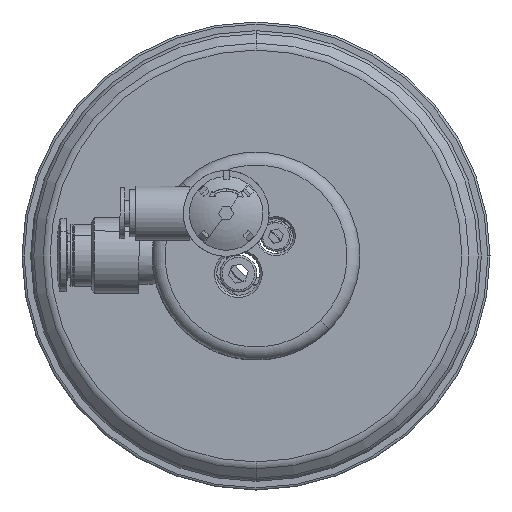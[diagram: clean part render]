
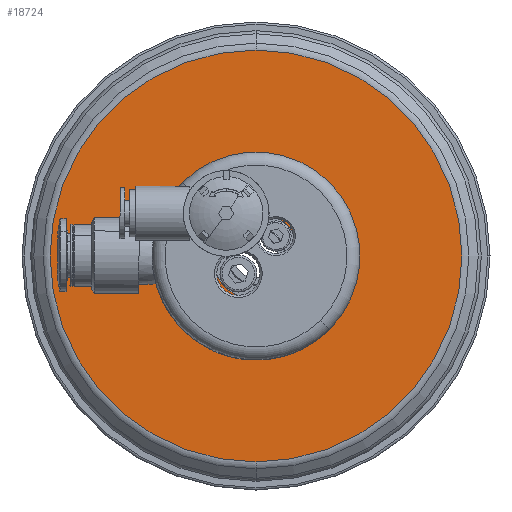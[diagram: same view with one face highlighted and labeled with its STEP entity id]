
A CAD part, front view. The second image highlights one B-rep face of the part: STEP entity #18724.
In plain terms, the highlighted planar face has unit normal (0, -1, 0).
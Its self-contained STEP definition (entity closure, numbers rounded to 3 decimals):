
#21 = CARTESIAN_POINT ( 'NONE',  ( 0., 0., 0. ) ) ;
#443 = ORIENTED_EDGE ( 'NONE', *, *, #7865, .T. ) ;
#571 = VERTEX_POINT ( 'NONE', #4164 ) ;
#780 = CARTESIAN_POINT ( 'NONE',  ( 0., 0., 10.1 ) ) ;
#1358 = CARTESIAN_POINT ( 'NONE',  ( 0., 0., 0. ) ) ;
#1464 = DIRECTION ( 'NONE',  ( 0., 0., 1. ) ) ;
#1730 = CARTESIAN_POINT ( 'NONE',  ( 0., 0., 0. ) ) ;
#1762 = AXIS2_PLACEMENT_3D ( 'NONE', #1358, #4410, #17216 ) ;
#1807 = CARTESIAN_POINT ( 'NONE',  ( 14.872, 0., -1.958 ) ) ;
#1902 = FACE_OUTER_BOUND ( 'NONE', #27529, .T. ) ;
#2067 = VERTEX_POINT ( 'NONE', #23783 ) ;
#2642 = AXIS2_PLACEMENT_3D ( 'NONE', #12900, #15785, #23183 ) ;
#2787 = CARTESIAN_POINT ( 'NONE',  ( 0., 0., -47.515 ) ) ;
#3268 = VERTEX_POINT ( 'NONE', #20418 ) ;
#3328 = CIRCLE ( 'NONE', #31271, 47.515 ) ;
#3414 = DIRECTION ( 'NONE',  ( 0., -1., 0. ) ) ;
#3988 = EDGE_CURVE ( 'NONE', #2067, #10584, #30096, .T. ) ;
#4015 = CIRCLE ( 'NONE', #22864, 11.4 ) ;
#4164 = CARTESIAN_POINT ( 'NONE',  ( 11.302, 0., -1.488 ) ) ;
#4410 = DIRECTION ( 'NONE',  ( 0., -1., 0. ) ) ;
#4470 = DIRECTION ( 'NONE',  ( 0., 0., 1. ) ) ;
#4675 = DIRECTION ( 'NONE',  ( 0., 1., 0. ) ) ;
#4688 = EDGE_LOOP ( 'NONE', ( #24173, #26815, #4736, #20672 ) ) ;
#4696 = VERTEX_POINT ( 'NONE', #2787 ) ;
#4736 = ORIENTED_EDGE ( 'NONE', *, *, #28070, .T. ) ;
#5299 = CIRCLE ( 'NONE', #7509, 10.1 ) ;
#6234 = CARTESIAN_POINT ( 'NONE',  ( 0., 0., 0. ) ) ;
#6478 = CIRCLE ( 'NONE', #2642, 3.6 ) ;
#6792 = DIRECTION ( 'NONE',  ( 0., 1., 0. ) ) ;
#6871 = ORIENTED_EDGE ( 'NONE', *, *, #25536, .T. ) ;
#7024 = DIRECTION ( 'NONE',  ( 0., 1., 0. ) ) ;
#7509 = AXIS2_PLACEMENT_3D ( 'NONE', #16591, #19637, #18965 ) ;
#7825 = EDGE_CURVE ( 'NONE', #7940, #30354, #23978, .T. ) ;
#7865 = EDGE_CURVE ( 'NONE', #10584, #28228, #14315, .T. ) ;
#7940 = VERTEX_POINT ( 'NONE', #20865 ) ;
#8454 = DIRECTION ( 'NONE',  ( 0., 0., 1. ) ) ;
#9267 = VERTEX_POINT ( 'NONE', #780 ) ;
#10257 = EDGE_LOOP ( 'NONE', ( #30114, #11049 ) ) ;
#10480 = ORIENTED_EDGE ( 'NONE', *, *, #3988, .T. ) ;
#10532 = AXIS2_PLACEMENT_3D ( 'NONE', #11292, #32126, #8454 ) ;
#10584 = VERTEX_POINT ( 'NONE', #24594 ) ;
#10640 = EDGE_CURVE ( 'NONE', #30354, #571, #16138, .T. ) ;
#10664 = AXIS2_PLACEMENT_3D ( 'NONE', #1730, #7024, #4470 ) ;
#10790 = AXIS2_PLACEMENT_3D ( 'NONE', #1807, #29605, #26779 ) ;
#11049 = ORIENTED_EDGE ( 'NONE', *, *, #22110, .T. ) ;
#11292 = CARTESIAN_POINT ( 'NONE',  ( 0., 0., 0. ) ) ;
#12304 = ORIENTED_EDGE ( 'NONE', *, *, #15646, .T. ) ;
#12503 = AXIS2_PLACEMENT_3D ( 'NONE', #12516, #23123, #19965 ) ;
#12516 = CARTESIAN_POINT ( 'NONE',  ( 0., 0., 0. ) ) ;
#12528 = CARTESIAN_POINT ( 'NONE',  ( -11.302, 0., 1.488 ) ) ;
#12900 = CARTESIAN_POINT ( 'NONE',  ( 14.872, 0., 1.958 ) ) ;
#12901 = EDGE_CURVE ( 'NONE', #4696, #20629, #3328, .T. ) ;
#13401 = DIRECTION ( 'NONE',  ( 0., -1., 0. ) ) ;
#14315 = CIRCLE ( 'NONE', #21315, 18.6 ) ;
#15158 = DIRECTION ( 'NONE',  ( 0., 0., 1. ) ) ;
#15480 = VERTEX_POINT ( 'NONE', #12528 ) ;
#15604 = DIRECTION ( 'NONE',  ( 0., 0., 1. ) ) ;
#15646 = EDGE_CURVE ( 'NONE', #15480, #2067, #26537, .T. ) ;
#15785 = DIRECTION ( 'NONE',  ( 0., 1., 0. ) ) ;
#16138 = CIRCLE ( 'NONE', #10790, 3.6 ) ;
#16591 = CARTESIAN_POINT ( 'NONE',  ( 0., 0., 0. ) ) ;
#16610 = AXIS2_PLACEMENT_3D ( 'NONE', #21, #13401, #15604 ) ;
#17066 = DIRECTION ( 'NONE',  ( 0., 0., 1. ) ) ;
#17216 = DIRECTION ( 'NONE',  ( 0., 0., 1. ) ) ;
#17488 = DIRECTION ( 'NONE',  ( 0., 0., 1. ) ) ;
#18271 = CIRCLE ( 'NONE', #22604, 3.6 ) ;
#18724 = ADVANCED_FACE ( 'NONE', ( #27364, #20164, #19656, #1902 ), #22669, .F. ) ;
#18965 = DIRECTION ( 'NONE',  ( 0., 0., 1. ) ) ;
#19612 = EDGE_CURVE ( 'NONE', #9267, #3268, #5299, .T. ) ;
#19637 = DIRECTION ( 'NONE',  ( 0., 1., 0. ) ) ;
#19656 = FACE_BOUND ( 'NONE', #20718, .T. ) ;
#19965 = DIRECTION ( 'NONE',  ( 0., 0., 1. ) ) ;
#20050 = CARTESIAN_POINT ( 'NONE',  ( -14.872, 0., 1.958 ) ) ;
#20164 = FACE_BOUND ( 'NONE', #4688, .T. ) ;
#20418 = CARTESIAN_POINT ( 'NONE',  ( 0., 0., -10.1 ) ) ;
#20451 = EDGE_CURVE ( 'NONE', #27917, #7940, #6478, .T. ) ;
#20629 = VERTEX_POINT ( 'NONE', #30999 ) ;
#20672 = ORIENTED_EDGE ( 'NONE', *, *, #20451, .T. ) ;
#20718 = EDGE_LOOP ( 'NONE', ( #12304, #10480, #443, #26613 ) ) ;
#20865 = CARTESIAN_POINT ( 'NONE',  ( 18.441, 0., 2.428 ) ) ;
#21315 = AXIS2_PLACEMENT_3D ( 'NONE', #21402, #4675, #17488 ) ;
#21402 = CARTESIAN_POINT ( 'NONE',  ( 0., 0., 0. ) ) ;
#21588 = DIRECTION ( 'NONE',  ( 0., -1., 0. ) ) ;
#22110 = EDGE_CURVE ( 'NONE', #3268, #9267, #31852, .T. ) ;
#22604 = AXIS2_PLACEMENT_3D ( 'NONE', #20050, #27419, #15158 ) ;
#22658 = ORIENTED_EDGE ( 'NONE', *, *, #12901, .T. ) ;
#22669 = PLANE ( 'NONE',  #10664 ) ;
#22864 = AXIS2_PLACEMENT_3D ( 'NONE', #31896, #3414, #24165 ) ;
#23123 = DIRECTION ( 'NONE',  ( 0., 1., 0. ) ) ;
#23183 = DIRECTION ( 'NONE',  ( 0., 0., 1. ) ) ;
#23783 = CARTESIAN_POINT ( 'NONE',  ( -11.302, 0., -1.488 ) ) ;
#23978 = CIRCLE ( 'NONE', #10532, 18.6 ) ;
#24165 = DIRECTION ( 'NONE',  ( 0., 0., 1. ) ) ;
#24173 = ORIENTED_EDGE ( 'NONE', *, *, #7825, .T. ) ;
#24594 = CARTESIAN_POINT ( 'NONE',  ( -18.441, 0., -2.428 ) ) ;
#25536 = EDGE_CURVE ( 'NONE', #20629, #4696, #31089, .T. ) ;
#26380 = AXIS2_PLACEMENT_3D ( 'NONE', #29957, #6792, #17066 ) ;
#26537 = CIRCLE ( 'NONE', #1762, 11.4 ) ;
#26613 = ORIENTED_EDGE ( 'NONE', *, *, #28854, .T. ) ;
#26779 = DIRECTION ( 'NONE',  ( 0., 0., 1. ) ) ;
#26815 = ORIENTED_EDGE ( 'NONE', *, *, #10640, .T. ) ;
#27364 = FACE_BOUND ( 'NONE', #10257, .T. ) ;
#27419 = DIRECTION ( 'NONE',  ( 0., 1., 0. ) ) ;
#27529 = EDGE_LOOP ( 'NONE', ( #6871, #22658 ) ) ;
#27917 = VERTEX_POINT ( 'NONE', #28229 ) ;
#28070 = EDGE_CURVE ( 'NONE', #571, #27917, #4015, .T. ) ;
#28228 = VERTEX_POINT ( 'NONE', #29835 ) ;
#28229 = CARTESIAN_POINT ( 'NONE',  ( 11.302, 0., 1.488 ) ) ;
#28854 = EDGE_CURVE ( 'NONE', #28228, #15480, #18271, .T. ) ;
#29051 = CARTESIAN_POINT ( 'NONE',  ( 18.441, 0., -2.428 ) ) ;
#29605 = DIRECTION ( 'NONE',  ( 0., 1., 0. ) ) ;
#29835 = CARTESIAN_POINT ( 'NONE',  ( -18.441, 0., 2.428 ) ) ;
#29957 = CARTESIAN_POINT ( 'NONE',  ( -14.872, 0., -1.958 ) ) ;
#30096 = CIRCLE ( 'NONE', #26380, 3.6 ) ;
#30114 = ORIENTED_EDGE ( 'NONE', *, *, #19612, .T. ) ;
#30354 = VERTEX_POINT ( 'NONE', #29051 ) ;
#30999 = CARTESIAN_POINT ( 'NONE',  ( 0., 0., 47.515 ) ) ;
#31089 = CIRCLE ( 'NONE', #16610, 47.515 ) ;
#31271 = AXIS2_PLACEMENT_3D ( 'NONE', #6234, #21588, #1464 ) ;
#31852 = CIRCLE ( 'NONE', #12503, 10.1 ) ;
#31896 = CARTESIAN_POINT ( 'NONE',  ( 0., 0., 0. ) ) ;
#32126 = DIRECTION ( 'NONE',  ( 0., 1., 0. ) ) ;
